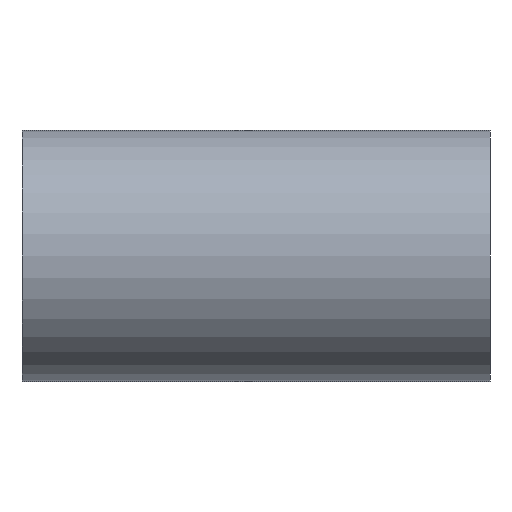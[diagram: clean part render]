
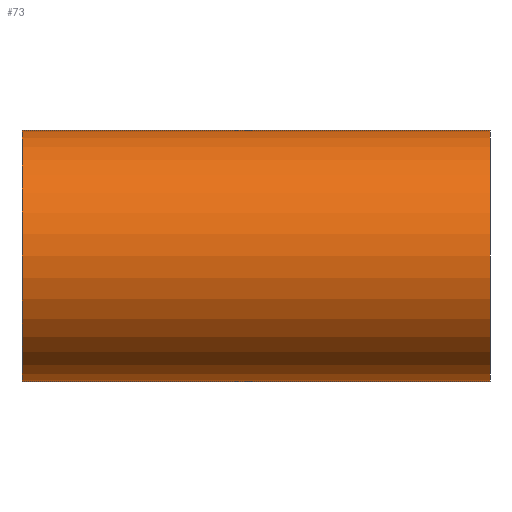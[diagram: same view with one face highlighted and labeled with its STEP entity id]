
A CAD part, left-side view. The second image highlights one B-rep face of the part: STEP entity #73.
In plain terms, the highlighted cylindrical face has radius 5.588 mm (diameter 11.176 mm), a partial arc.
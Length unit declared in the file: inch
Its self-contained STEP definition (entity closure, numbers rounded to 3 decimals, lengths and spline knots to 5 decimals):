
#12 = ORIENTED_EDGE ( 'NONE', *, *, #199, .F. ) ;
#21 = EDGE_LOOP ( 'NONE', ( #193, #12, #151, #203 ) ) ;
#26 = CARTESIAN_POINT ( 'NONE',  ( 0., 0.82, 0.22 ) ) ;
#35 = CIRCLE ( 'NONE', #169, 0.22 ) ;
#36 = FACE_OUTER_BOUND ( 'NONE', #21, .T. ) ;
#38 = CARTESIAN_POINT ( 'NONE',  ( 0., 0., 0.22 ) ) ;
#39 = VERTEX_POINT ( 'NONE', #38 ) ;
#46 = DIRECTION ( 'NONE',  ( 0., 0., 1. ) ) ;
#48 = DIRECTION ( 'NONE',  ( 0., 1., 0. ) ) ;
#55 = CARTESIAN_POINT ( 'NONE',  ( 0., 0.82, 0.22 ) ) ;
#64 = CARTESIAN_POINT ( 'NONE',  ( 0., 0., 0. ) ) ;
#72 = DIRECTION ( 'NONE',  ( 0., -1., 0. ) ) ;
#73 = ADVANCED_FACE ( 'NONE', ( #36 ), #77, .T. ) ;
#74 = VECTOR ( 'NONE', #72, 39.37008 ) ;
#77 = CYLINDRICAL_SURFACE ( 'NONE', #182, 0.22 ) ;
#100 = EDGE_CURVE ( 'NONE', #102, #39, #122, .T. ) ;
#102 = VERTEX_POINT ( 'NONE', #26 ) ;
#105 = CARTESIAN_POINT ( 'NONE',  ( 0., 0., -0.22 ) ) ;
#106 = CARTESIAN_POINT ( 'NONE',  ( 0., 0.82, -0.22 ) ) ;
#107 = DIRECTION ( 'NONE',  ( 0., 0., -1. ) ) ;
#114 = DIRECTION ( 'NONE',  ( 0., -1., 0. ) ) ;
#118 = VECTOR ( 'NONE', #215, 39.37008 ) ;
#119 = VERTEX_POINT ( 'NONE', #105 ) ;
#122 = LINE ( 'NONE', #55, #74 ) ;
#123 = VERTEX_POINT ( 'NONE', #106 ) ;
#138 = DIRECTION ( 'NONE',  ( 0., 0., 1. ) ) ;
#141 = CARTESIAN_POINT ( 'NONE',  ( 0., 0.82, 0. ) ) ;
#151 = ORIENTED_EDGE ( 'NONE', *, *, #194, .T. ) ;
#152 = DIRECTION ( 'NONE',  ( 0., 1., 0. ) ) ;
#153 = CARTESIAN_POINT ( 'NONE',  ( 0., 0.82, 0. ) ) ;
#165 = CARTESIAN_POINT ( 'NONE',  ( 0., 0.82, -0.22 ) ) ;
#169 = AXIS2_PLACEMENT_3D ( 'NONE', #64, #48, #46 ) ;
#177 = AXIS2_PLACEMENT_3D ( 'NONE', #153, #152, #138 ) ;
#182 = AXIS2_PLACEMENT_3D ( 'NONE', #141, #114, #107 ) ;
#193 = ORIENTED_EDGE ( 'NONE', *, *, #100, .F. ) ;
#194 = EDGE_CURVE ( 'NONE', #123, #119, #214, .T. ) ;
#199 = EDGE_CURVE ( 'NONE', #123, #102, #209, .T. ) ;
#203 = ORIENTED_EDGE ( 'NONE', *, *, #204, .T. ) ;
#204 = EDGE_CURVE ( 'NONE', #119, #39, #35, .T. ) ;
#209 = CIRCLE ( 'NONE', #177, 0.22 ) ;
#214 = LINE ( 'NONE', #165, #118 ) ;
#215 = DIRECTION ( 'NONE',  ( 0., -1., 0. ) ) ;
